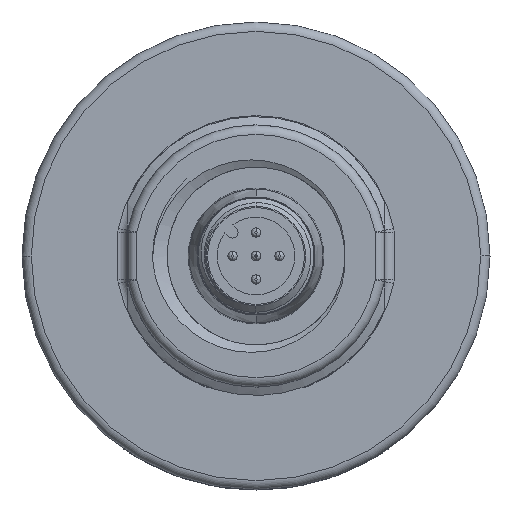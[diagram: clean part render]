
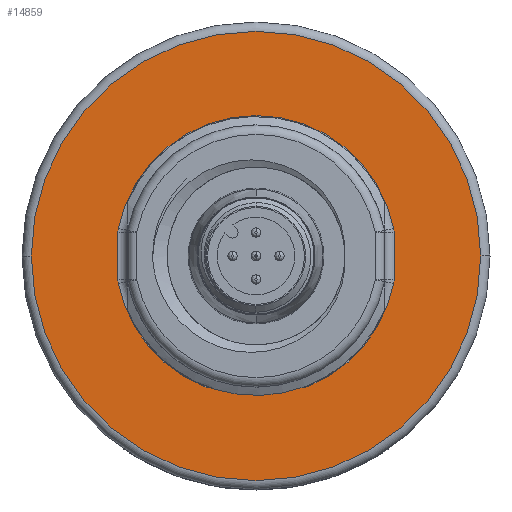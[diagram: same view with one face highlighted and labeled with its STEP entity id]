
A CAD part, front view. The second image highlights one B-rep face of the part: STEP entity #14859.
In plain terms, the highlighted planar face has unit normal (0, -1, 0).
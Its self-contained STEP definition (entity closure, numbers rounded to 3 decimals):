
#2403=CARTESIAN_POINT('',(0.,-3.,0.));
#2404=DIRECTION('',(0.,1.,0.));
#2405=DIRECTION('',(-1.,0.,0.));
#2406=AXIS2_PLACEMENT_3D('',#2403,#2404,#2405);
#2408=CARTESIAN_POINT('',(0.,-3.,0.));
#2409=DIRECTION('',(0.,1.,0.));
#2410=DIRECTION('',(1.,0.,0.));
#2411=AXIS2_PLACEMENT_3D('',#2408,#2409,#2410);
#2413=CARTESIAN_POINT('',(12.75,-3.,-2.537));
#2414=DIRECTION('',(0.,-1.,0.));
#2415=DIRECTION('',(0.981,0.,-0.195));
#2416=AXIS2_PLACEMENT_3D('',#2413,#2414,#2415);
#2418=DIRECTION('',(0.,0.,1.));
#2419=VECTOR('',#2418,5.074);
#2420=CARTESIAN_POINT('',(14.75,-3.,-2.537));
#2421=LINE('',#2420,#2419);
#2422=CARTESIAN_POINT('',(12.75,-3.,2.537));
#2423=DIRECTION('',(0.,-1.,0.));
#2424=DIRECTION('',(1.,0.,0.));
#2425=AXIS2_PLACEMENT_3D('',#2422,#2423,#2424);
#2427=CARTESIAN_POINT('',(0.,-3.,0.));
#2428=DIRECTION('',(0.,-1.,0.));
#2429=DIRECTION('',(0.981,0.,0.195));
#2430=AXIS2_PLACEMENT_3D('',#2427,#2428,#2429);
#2432=CARTESIAN_POINT('',(-12.75,-3.,2.537));
#2433=DIRECTION('',(0.,-1.,0.));
#2434=DIRECTION('',(-0.981,0.,0.195));
#2435=AXIS2_PLACEMENT_3D('',#2432,#2433,#2434);
#2437=DIRECTION('',(0.,0.,-1.));
#2438=VECTOR('',#2437,5.074);
#2439=CARTESIAN_POINT('',(-14.75,-3.,2.537));
#2440=LINE('',#2439,#2438);
#2441=CARTESIAN_POINT('',(-12.75,-3.,-2.537));
#2442=DIRECTION('',(0.,-1.,0.));
#2443=DIRECTION('',(-1.,0.,0.));
#2444=AXIS2_PLACEMENT_3D('',#2441,#2442,#2443);
#2446=CARTESIAN_POINT('',(0.,-3.,0.));
#2447=DIRECTION('',(0.,-1.,0.));
#2448=DIRECTION('',(-0.981,0.,-0.195));
#2449=AXIS2_PLACEMENT_3D('',#2446,#2447,#2448);
#2451=CARTESIAN_POINT('',(-4.888,-3.,-12.046));
#2452=DIRECTION('',(0.,-1.,0.));
#2453=DIRECTION('',(-0.376,0.,-0.927));
#2454=AXIS2_PLACEMENT_3D('',#2451,#2452,#2453);
#2456=CARTESIAN_POINT('',(0.,-3.,-19.));
#2457=DIRECTION('',(0.,1.,0.));
#2458=DIRECTION('',(-0.575,0.,0.818));
#2459=AXIS2_PLACEMENT_3D('',#2456,#2457,#2458);
#2461=CARTESIAN_POINT('',(4.888,-3.,-12.046));
#2462=DIRECTION('',(0.,-1.,0.));
#2463=DIRECTION('',(-0.575,0.,-0.818));
#2464=AXIS2_PLACEMENT_3D('',#2461,#2462,#2463);
#2466=CARTESIAN_POINT('',(0.,-3.,0.));
#2467=DIRECTION('',(0.,-1.,0.));
#2468=DIRECTION('',(0.376,0.,-0.927));
#2469=AXIS2_PLACEMENT_3D('',#2466,#2467,#2468);
#12070=CARTESIAN_POINT('',(-24.,-3.,0.));
#12071=CARTESIAN_POINT('',(24.,-3.,0.));
#12072=VERTEX_POINT('',#12070);
#12073=VERTEX_POINT('',#12071);
#12254=CARTESIAN_POINT('',(14.712,-3.,-2.928));
#12255=CARTESIAN_POINT('',(14.75,-3.,-2.537));
#12256=VERTEX_POINT('',#12254);
#12257=VERTEX_POINT('',#12255);
#12262=CARTESIAN_POINT('',(14.75,-3.,2.537));
#12263=VERTEX_POINT('',#12262);
#12264=CARTESIAN_POINT('',(14.712,-3.,2.928));
#12265=VERTEX_POINT('',#12264);
#12266=CARTESIAN_POINT('',(-14.712,-3.,2.928));
#12267=VERTEX_POINT('',#12266);
#12268=CARTESIAN_POINT('',(-14.75,-3.,2.537));
#12269=VERTEX_POINT('',#12268);
#12270=CARTESIAN_POINT('',(-14.75,-3.,-2.537));
#12271=VERTEX_POINT('',#12270);
#12274=CARTESIAN_POINT('',(-14.712,-3.,-2.928));
#12275=VERTEX_POINT('',#12274);
#12278=CARTESIAN_POINT('',(5.64,-3.,-13.899));
#12279=VERTEX_POINT('',#12278);
#12288=CARTESIAN_POINT('',(-5.64,-3.,-13.899));
#12289=VERTEX_POINT('',#12288);
#12367=CARTESIAN_POINT('',(3.738,-3.,-13.682));
#12368=VERTEX_POINT('',#12367);
#12371=CARTESIAN_POINT('',(-3.738,-3.,-13.682));
#12372=VERTEX_POINT('',#12371);
#14823=CARTESIAN_POINT('',(0.,-3.,0.));
#14824=DIRECTION('',(0.,-1.,0.));
#14825=DIRECTION('',(-1.,0.,0.));
#14826=AXIS2_PLACEMENT_3D('',#14823,#14824,#14825);
#14827=PLANE('',#14826);
#14829=ORIENTED_EDGE('',*,*,#14828,.T.);
#14831=ORIENTED_EDGE('',*,*,#14830,.T.);
#14832=EDGE_LOOP('',(#14829,#14831));
#14833=FACE_OUTER_BOUND('',#14832,.F.);
#14834=ORIENTED_EDGE('',*,*,#14813,.T.);
#14836=ORIENTED_EDGE('',*,*,#14835,.T.);
#14838=ORIENTED_EDGE('',*,*,#14837,.T.);
#14840=ORIENTED_EDGE('',*,*,#14839,.T.);
#14842=ORIENTED_EDGE('',*,*,#14841,.T.);
#14844=ORIENTED_EDGE('',*,*,#14843,.T.);
#14846=ORIENTED_EDGE('',*,*,#14845,.T.);
#14848=ORIENTED_EDGE('',*,*,#14847,.T.);
#14850=ORIENTED_EDGE('',*,*,#14849,.T.);
#14852=ORIENTED_EDGE('',*,*,#14851,.T.);
#14854=ORIENTED_EDGE('',*,*,#14853,.T.);
#14856=ORIENTED_EDGE('',*,*,#14855,.T.);
#14857=EDGE_LOOP('',(#14834,#14836,#14838,#14840,#14842,#14844,#14846,#14848,
#14850,#14852,#14854,#14856));
#14858=FACE_BOUND('',#14857,.F.);
#14859=ADVANCED_FACE('',(#14833,#14858),#14827,.T.);
#2407=CIRCLE('',#2406,24.);
#2412=CIRCLE('',#2411,24.);
#2417=CIRCLE('',#2416,2.);
#2426=CIRCLE('',#2425,2.);
#2431=CIRCLE('',#2430,15.);
#2436=CIRCLE('',#2435,2.);
#2445=CIRCLE('',#2444,2.);
#2450=CIRCLE('',#2449,15.);
#2455=CIRCLE('',#2454,2.);
#2460=CIRCLE('',#2459,6.5);
#2465=CIRCLE('',#2464,2.);
#2470=CIRCLE('',#2469,15.);
#14813=EDGE_CURVE('',#12256,#12257,#2417,.T.);
#14828=EDGE_CURVE('',#12072,#12073,#2407,.T.);
#14830=EDGE_CURVE('',#12073,#12072,#2412,.T.);
#14835=EDGE_CURVE('',#12257,#12263,#2421,.T.);
#14837=EDGE_CURVE('',#12263,#12265,#2426,.T.);
#14839=EDGE_CURVE('',#12265,#12267,#2431,.T.);
#14841=EDGE_CURVE('',#12267,#12269,#2436,.T.);
#14843=EDGE_CURVE('',#12269,#12271,#2440,.T.);
#14845=EDGE_CURVE('',#12271,#12275,#2445,.T.);
#14847=EDGE_CURVE('',#12275,#12289,#2450,.T.);
#14849=EDGE_CURVE('',#12289,#12372,#2455,.T.);
#14851=EDGE_CURVE('',#12372,#12368,#2460,.T.);
#14853=EDGE_CURVE('',#12368,#12279,#2465,.T.);
#14855=EDGE_CURVE('',#12279,#12256,#2470,.T.);
